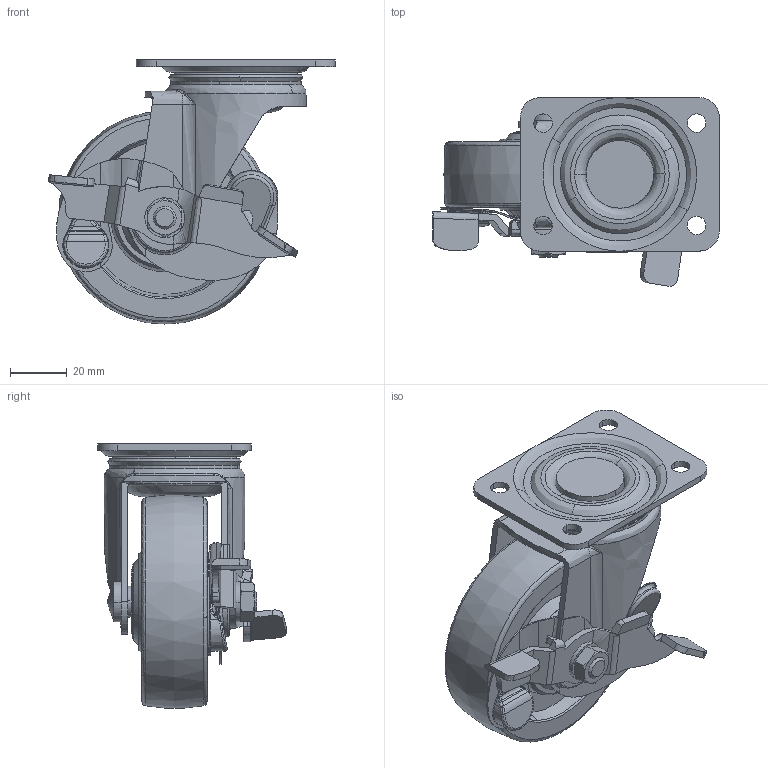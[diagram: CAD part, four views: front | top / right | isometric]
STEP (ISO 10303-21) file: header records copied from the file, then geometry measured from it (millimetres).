
FILE_DESCRIPTION((''),'2;1');
FILE_NAME('','2009-03-19T14:16:01',(''),(''),'','CADfix','');
FILE_SCHEMA(('AUTOMOTIVE_DESIGN { 1 0 10303 214 1 1 1 1 }'));
Length unit declared in the file: millimetre
Bounding box: 100.84 x 66.32 x 92.9 mm (x, y, z)
Volume: 131049.5 mm3; surface area: 51856.2 mm2
Topology: 6 solids, 9 shells, 438 faces, 1300 edges, 893 vertices
Faces by surface type: bspline 438
Entity records: 29307 total; most frequent: CARTESIAN_POINT 22156, ORIENTED_EDGE 2582, EDGE_CURVE 1299, VERTEX_POINT 893, EDGE_LOOP 478, FACE_OUTER_BOUND 438, ADVANCED_FACE 438, QUASI_UNIFORM_CURVE 420
